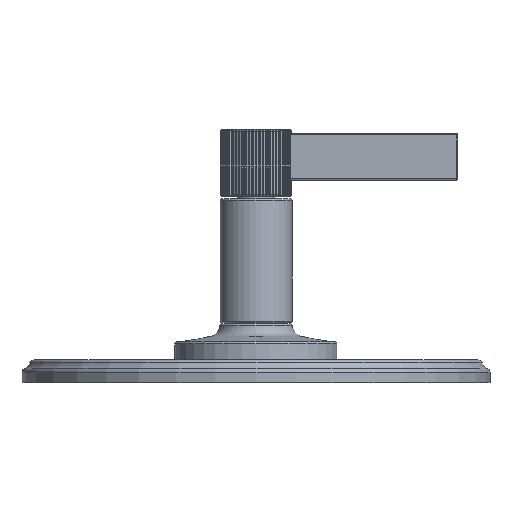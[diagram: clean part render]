
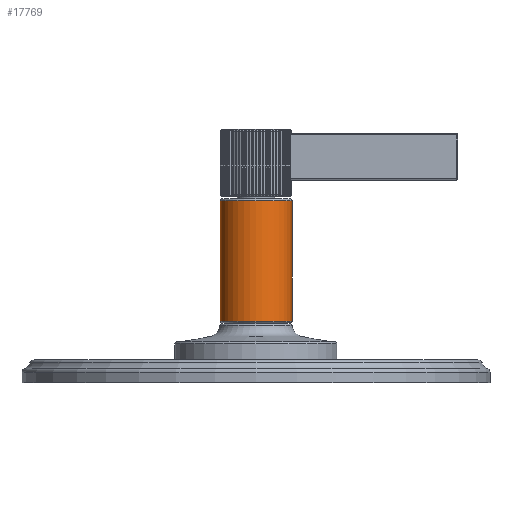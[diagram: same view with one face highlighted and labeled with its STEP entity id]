
A CAD part, left-side view. The second image highlights one B-rep face of the part: STEP entity #17769.
In plain terms, the highlighted cylindrical face has radius 12.7 mm (diameter 25.4 mm), a partial arc.
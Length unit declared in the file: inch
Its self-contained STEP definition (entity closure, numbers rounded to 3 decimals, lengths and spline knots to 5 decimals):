
#15472=DIRECTION('',(0.,1.,0.));
#15473=VECTOR('',#15472,1.67);
#15474=CARTESIAN_POINT('',(-0.5,0.03,0.));
#15475=LINE('',#15474,#15473);
#15506=CARTESIAN_POINT('',(0.,1.7,0.));
#15507=DIRECTION('',(0.,1.,0.));
#15508=DIRECTION('',(1.,0.,0.));
#15509=AXIS2_PLACEMENT_3D('',#15506,#15507,#15508);
#15511=CARTESIAN_POINT('',(0.,0.03,0.));
#15512=DIRECTION('',(0.,-1.,0.));
#15513=DIRECTION('',(-1.,0.,0.));
#15514=AXIS2_PLACEMENT_3D('',#15511,#15512,#15513);
#15516=DIRECTION('',(0.,1.,0.));
#15517=VECTOR('',#15516,1.67);
#15518=CARTESIAN_POINT('',(0.5,0.03,0.));
#15519=LINE('',#15518,#15517);
#17545=CARTESIAN_POINT('',(0.5,1.7,0.));
#17546=CARTESIAN_POINT('',(-0.5,1.7,0.));
#17547=VERTEX_POINT('',#17545);
#17548=VERTEX_POINT('',#17546);
#17553=CARTESIAN_POINT('',(-0.5,0.03,0.));
#17554=CARTESIAN_POINT('',(0.5,0.03,0.));
#17555=VERTEX_POINT('',#17553);
#17556=VERTEX_POINT('',#17554);
#17758=CARTESIAN_POINT('',(0.,0.,0.));
#17759=DIRECTION('',(0.,1.,0.));
#17760=DIRECTION('',(1.,0.,0.));
#17761=AXIS2_PLACEMENT_3D('',#17758,#17759,#17760);
#17762=CYLINDRICAL_SURFACE('',#17761,0.5);
#17763=ORIENTED_EDGE('',*,*,#17752,.T.);
#17764=ORIENTED_EDGE('',*,*,#17708,.F.);
#17765=ORIENTED_EDGE('',*,*,#17678,.T.);
#17766=ORIENTED_EDGE('',*,*,#17705,.T.);
#17767=EDGE_LOOP('',(#17763,#17764,#17765,#17766));
#17768=FACE_OUTER_BOUND('',#17767,.F.);
#17769=ADVANCED_FACE('',(#17768),#17762,.T.);
#15510=CIRCLE('',#15509,0.5);
#15515=CIRCLE('',#15514,0.5);
#17678=EDGE_CURVE('',#17555,#17556,#15515,.T.);
#17705=EDGE_CURVE('',#17556,#17547,#15519,.T.);
#17708=EDGE_CURVE('',#17555,#17548,#15475,.T.);
#17752=EDGE_CURVE('',#17547,#17548,#15510,.T.);
